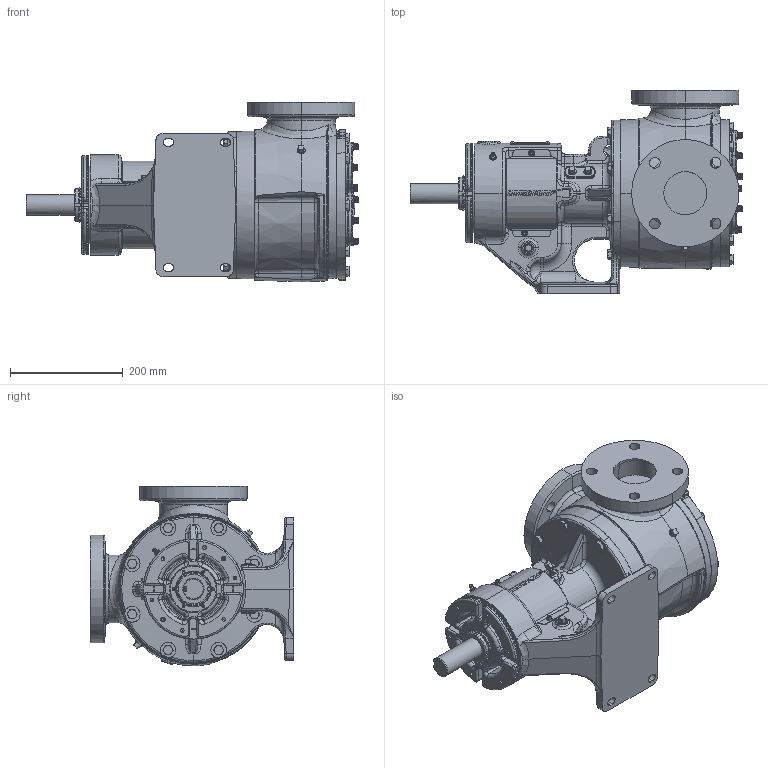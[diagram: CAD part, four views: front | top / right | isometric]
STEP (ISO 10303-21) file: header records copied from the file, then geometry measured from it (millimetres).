
FILE_DESCRIPTION (( 'STEP AP214' ), '1' );
FILE_NAME ('LV-4765.step', '2025-12-05T04:12:03', ( '' ), ( '' ), 'SwSTEP 2.0', 'SolidWorks 2024', '' );
FILE_SCHEMA (( 'AUTOMOTIVE_DESIGN' ));
Length unit declared in the file: inch
Products named in the file (1): LV-4765
Bounding box: 589.45 x 360.43 x 319.02 mm (x, y, z)
Volume: 17251593.2 mm3; surface area: 902329.9 mm2
Topology: 1 solids, 1 shells, 4489 faces, 11559 edges, 7192 vertices
Faces by surface type: plane 1546, bspline 1161, cylinder 932, cone 637, torus 161, sphere 52
Entity records: 199311 total; most frequent: CARTESIAN_POINT 100186, ORIENTED_EDGE 22912, DIRECTION 17393, EDGE_CURVE 11456, VERTEX_POINT 7189, AXIS2_PLACEMENT_3D 6511, EDGE_LOOP 4745, ADVANCED_FACE 4489
